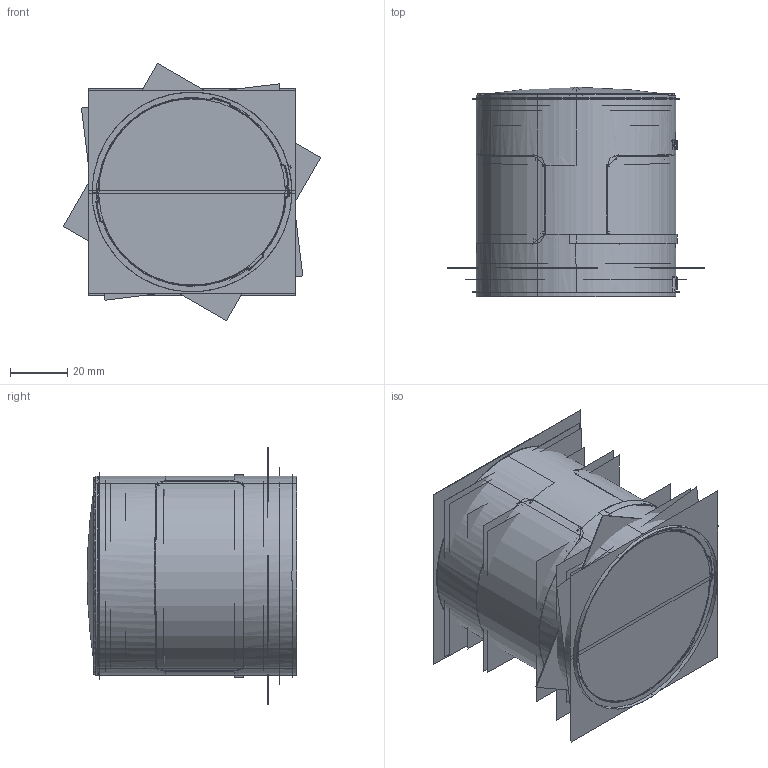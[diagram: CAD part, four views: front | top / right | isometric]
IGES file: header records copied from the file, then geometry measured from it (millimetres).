
Start section:  PTC IGES file: 195845.igs
Global section: file name: 195845.igs; native system: Creo Parametric by Parametric Technology Corporation; preprocessor: 2016010; author: PDMAdmin; organization: Unknown; date: 20160720.164558; units: millimetre
Bounding box: 90.21 x 73.38 x 90.21 mm (x, y, z)
Volume: 72442 mm3; surface area: 387519.2 mm2
Topology: 7 solids, 11 shells, 2002 faces, 13778 edges, 19168 vertices
Faces by surface type: revolution 1018, bspline 940, extrusion 44
